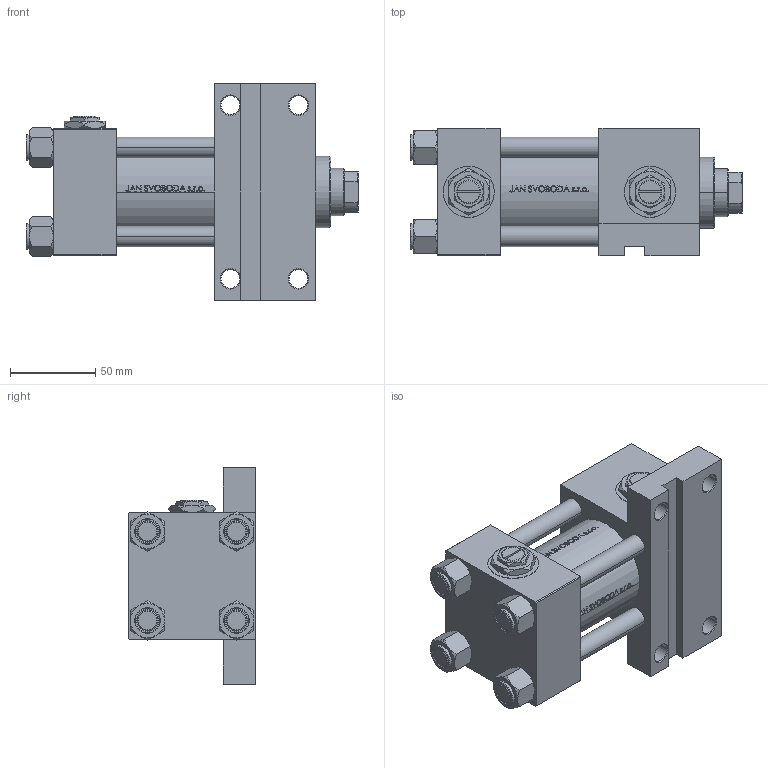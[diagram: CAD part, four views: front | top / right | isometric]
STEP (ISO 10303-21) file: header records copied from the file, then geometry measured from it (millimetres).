
FILE_DESCRIPTION (( 'STEP AP203' ), '1' );
FILE_NAME ('923e.STEP', '2023-08-23T06:26:30', ( '' ), ( '' ), 'SwSTEP 2.0', 'SolidWorks 2019', '' );
FILE_SCHEMA (( 'CONFIG_CONTROL_DESIGN' ));
Length unit declared in the file: millimetre
Products named in the file (7): Zatka_pro_OIL_PORT 2063980f6dc89b0f4ea31368cae16cda; V215CR_VCP_F 2063980f6dc89b0f4ea31368cae16cda; V215_VC_A 2063980f6dc89b0f4ea31368cae16cda; V215CR_F_Body 2063980f6dc89b0f4ea31368cae16cda; V215CR_F_TYCINKA 2063980f6dc89b0f4ea31368cae16cda; 923e; NUT_M5_F 2063980f6dc89b0f4ea31368cae16cda
Assembly tree (13 placements, depth 2):
  923e
    V215CR_F_Body 2063980f6dc89b0f4ea31368cae16cda
    V215CR_VCP_F 2063980f6dc89b0f4ea31368cae16cda
    V215CR_F_TYCINKA 2063980f6dc89b0f4ea31368cae16cda  x4
    NUT_M5_F 2063980f6dc89b0f4ea31368cae16cda  x4
    V215_VC_A 2063980f6dc89b0f4ea31368cae16cda
    Zatka_pro_OIL_PORT 2063980f6dc89b0f4ea31368cae16cda  x2
Bounding box: 195 x 75 x 127 mm (x, y, z)
Volume: 712926.3 mm3; surface area: 164415.2 mm2
Topology: 13 solids, 13 shells, 1202 faces, 2956 edges, 1901 vertices
Faces by surface type: plane 484, bspline 380, cone 194, cylinder 136, torus 8
Entity records: 49619 total; most frequent: CARTESIAN_POINT 26543, ORIENTED_EDGE 5212, DIRECTION 3349, EDGE_CURVE 2606, VERTEX_POINT 1699, LINE 1325, VECTOR 1325, EDGE_LOOP 1183
